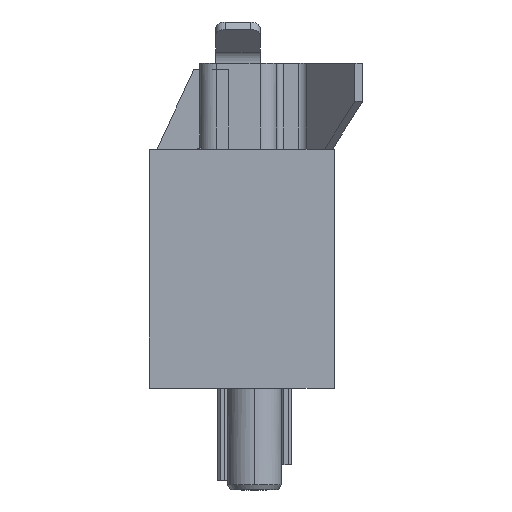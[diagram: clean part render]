
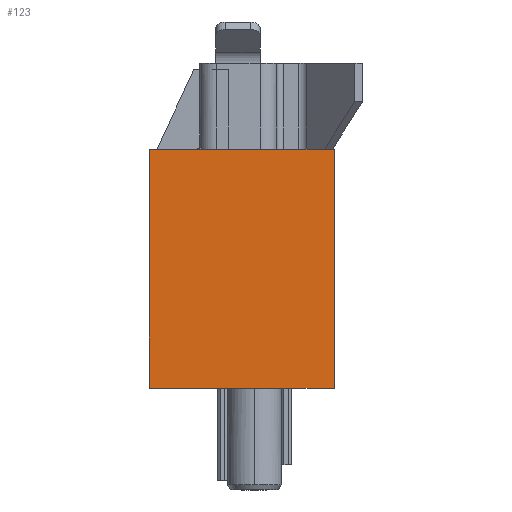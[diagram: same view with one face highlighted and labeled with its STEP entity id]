
A CAD part, left-side view. The second image highlights one B-rep face of the part: STEP entity #123.
In plain terms, the highlighted planar face has unit normal (-1, 0, 0).
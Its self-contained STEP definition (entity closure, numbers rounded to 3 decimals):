
#123=ADVANCED_FACE('',(#1923),#1924,.F.);
#1923=FACE_OUTER_BOUND('',#5586,.T.);
#1924=PLANE('',#5587);
#5586=EDGE_LOOP('',(#9635,#9636,#9637,#9638));
#5587=AXIS2_PLACEMENT_3D('',#9639,#9640,#9641);
#9635=ORIENTED_EDGE('',*,*,#23544,.F.);
#9636=ORIENTED_EDGE('',*,*,#23545,.F.);
#9637=ORIENTED_EDGE('',*,*,#23546,.F.);
#9638=ORIENTED_EDGE('',*,*,#23547,.F.);
#9639=CARTESIAN_POINT('',(-57.785,0.0,0.0));
#9640=DIRECTION('',(1.0,0.0,0.0));
#9641=DIRECTION('',(0.0,1.0,-0.0));
#23544=EDGE_CURVE('',#28337,#28338,#28339,.T.);
#23545=EDGE_CURVE('',#28340,#28337,#28341,.T.);
#23546=EDGE_CURVE('',#28342,#28340,#28343,.T.);
#23547=EDGE_CURVE('',#28338,#28342,#28344,.T.);
#28337=VERTEX_POINT('',#35969);
#28338=VERTEX_POINT('',#35970);
#28339=LINE('',#35971,#35972);
#28340=VERTEX_POINT('',#35973);
#28341=LINE('',#35974,#35975);
#28342=VERTEX_POINT('',#35976);
#28343=LINE('',#35977,#35978);
#28344=LINE('',#35979,#35980);
#35969=CARTESIAN_POINT('',(-57.785,3.685,-4.37));
#35970=CARTESIAN_POINT('',(-57.785,3.685,5.16));
#35971=CARTESIAN_POINT('',(-57.785,3.685,-4.37));
#35972=VECTOR('',#47135,9.53);
#35973=CARTESIAN_POINT('',(-57.785,-3.685,-4.37));
#35974=CARTESIAN_POINT('',(-57.785,-3.685,-4.37));
#35975=VECTOR('',#47136,7.37);
#35976=CARTESIAN_POINT('',(-57.785,-3.685,5.16));
#35977=CARTESIAN_POINT('',(-57.785,-3.685,5.16));
#35978=VECTOR('',#47137,9.53);
#35979=CARTESIAN_POINT('',(-57.785,3.685,5.16));
#35980=VECTOR('',#47138,7.37);
#47135=DIRECTION('',(0.0,0.0,1.0));
#47136=DIRECTION('',(0.0,1.0,0.0));
#47137=DIRECTION('',(0.0,0.0,-1.0));
#47138=DIRECTION('',(0.0,-1.0,0.0));
